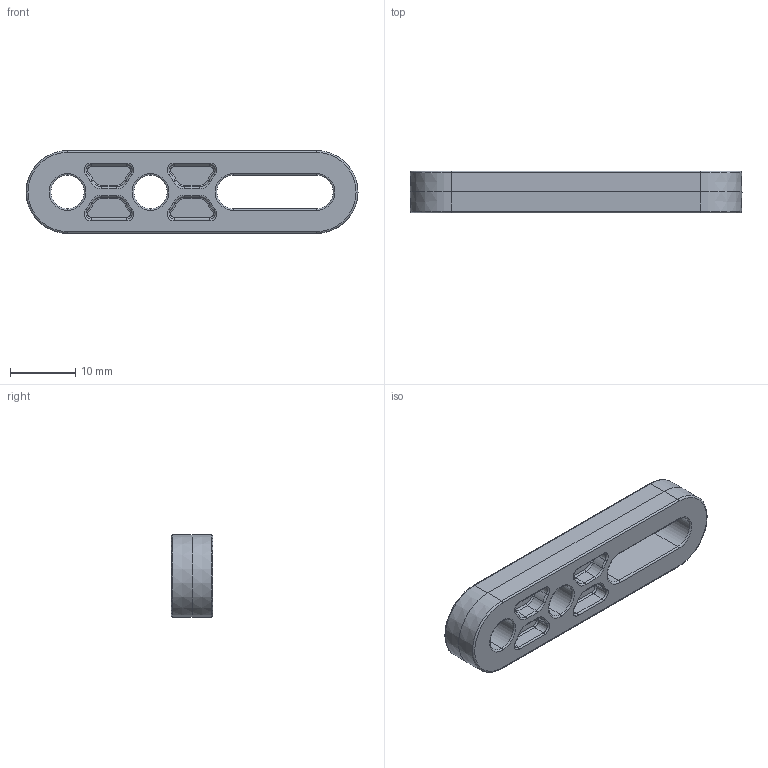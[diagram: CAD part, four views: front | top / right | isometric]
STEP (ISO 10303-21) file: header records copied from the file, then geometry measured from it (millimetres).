
FILE_DESCRIPTION (( 'STEP AP203' ), '1' );
FILE_NAME ('am-5011_slot RoBits Slotted Beam.STEP', '2023-03-23T11:36:39', ( '' ), ( '' ), 'SwSTEP 2.0', 'SolidWorks 2022', '' );
FILE_SCHEMA (( 'CONFIG_CONTROL_DESIGN' ));
Length unit declared in the file: inch
Products named in the file (1): am-5011_slot RoBits Slotted Beam
Bounding box: 50.8 x 6.35 x 12.7 mm (x, y, z)
Volume: 2673.3 mm3; surface area: 2421.8 mm2
Topology: 1 solids, 1 shells, 242 faces, 540 edges, 308 vertices
Faces by surface type: torus 112, cone 52, cylinder 46, plane 32
Entity records: 6825 total; most frequent: DIRECTION 1404, CARTESIAN_POINT 1091, ORIENTED_EDGE 1080, AXIS2_PLACEMENT_3D 621, EDGE_CURVE 540, CIRCLE 378, VERTEX_POINT 308, EDGE_LOOP 256
